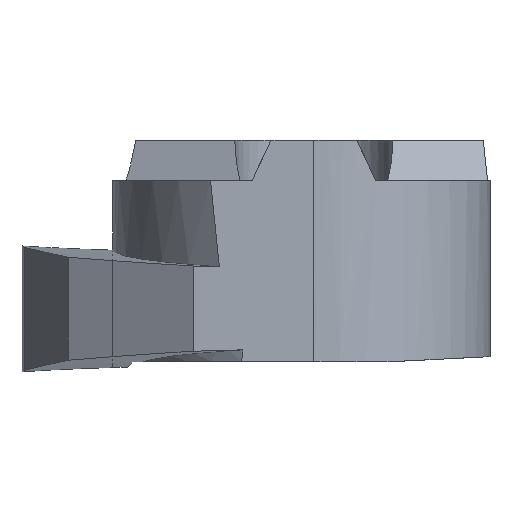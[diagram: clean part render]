
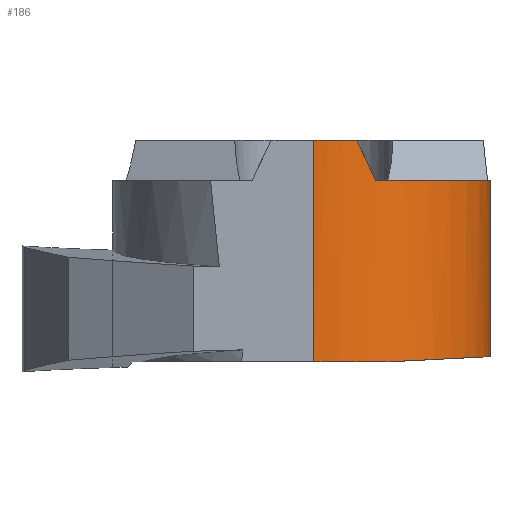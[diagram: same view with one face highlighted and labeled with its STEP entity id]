
A CAD part, front view. The second image highlights one B-rep face of the part: STEP entity #186.
In plain terms, the highlighted cylindrical face has radius 3.5 mm (diameter 7 mm), a partial arc.
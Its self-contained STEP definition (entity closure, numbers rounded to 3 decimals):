
#70=CYLINDRICAL_SURFACE('',#886,3.5);
#84=(
BOUNDED_CURVE()
B_SPLINE_CURVE(3,(#1241,#1242,#1243,#1244),.UNSPECIFIED.,.F.,.F.)
B_SPLINE_CURVE_WITH_KNOTS((4,4),(0.,1.),.UNSPECIFIED.)
CURVE()
GEOMETRIC_REPRESENTATION_ITEM()
RATIONAL_B_SPLINE_CURVE((1.,0.899,0.899,1.))
REPRESENTATION_ITEM('')
);
#85=(
BOUNDED_CURVE()
B_SPLINE_CURVE(3,(#1251,#1252,#1253,#1254),.UNSPECIFIED.,.F.,.F.)
B_SPLINE_CURVE_WITH_KNOTS((4,4),(0.,1.),.UNSPECIFIED.)
CURVE()
GEOMETRIC_REPRESENTATION_ITEM()
RATIONAL_B_SPLINE_CURVE((1.,0.999,0.999,1.))
REPRESENTATION_ITEM('')
);
#107=LINE('',#1247,#147);
#108=LINE('',#1258,#148);
#147=VECTOR('',#994,1.);
#148=VECTOR('',#999,1.);
#186=ADVANCED_FACE('',(#235),#70,.T.);
#235=FACE_OUTER_BOUND('',#280,.T.);
#280=EDGE_LOOP('',(#349,#350,#351,#352,#353,#354,#355));
#349=ORIENTED_EDGE('',*,*,#667,.F.);
#350=ORIENTED_EDGE('',*,*,#668,.T.);
#351=ORIENTED_EDGE('',*,*,#669,.F.);
#352=ORIENTED_EDGE('',*,*,#670,.T.);
#353=ORIENTED_EDGE('',*,*,#671,.T.);
#354=ORIENTED_EDGE('',*,*,#672,.F.);
#355=ORIENTED_EDGE('',*,*,#673,.F.);
#583=VERTEX_POINT('',#1245);
#584=VERTEX_POINT('',#1246);
#585=VERTEX_POINT('',#1248);
#586=VERTEX_POINT('',#1250);
#587=VERTEX_POINT('',#1255);
#588=VERTEX_POINT('',#1257);
#589=VERTEX_POINT('',#1259);
#667=EDGE_CURVE('',#583,#584,#84,.T.);
#668=EDGE_CURVE('',#583,#585,#107,.T.);
#669=EDGE_CURVE('',#586,#585,#777,.T.);
#670=EDGE_CURVE('',#586,#587,#85,.T.);
#671=EDGE_CURVE('',#587,#588,#778,.T.);
#672=EDGE_CURVE('',#589,#588,#108,.T.);
#673=EDGE_CURVE('',#584,#589,#779,.T.);
#777=CIRCLE('',#883,3.5);
#778=CIRCLE('',#884,3.5);
#779=CIRCLE('',#885,3.5);
#883=AXIS2_PLACEMENT_3D('',#1249,#995,#996);
#884=AXIS2_PLACEMENT_3D('',#1256,#997,#998);
#885=AXIS2_PLACEMENT_3D('',#1260,#1000,#1001);
#886=AXIS2_PLACEMENT_3D('',#1261,#1002,#1003);
#994=DIRECTION('',(0.,0.,1.));
#995=DIRECTION('',(0.,0.,1.));
#996=DIRECTION('',(1.,0.,0.));
#997=DIRECTION('',(0.,0.,-1.));
#998=DIRECTION('',(1.,0.,0.));
#999=DIRECTION('',(0.,0.,1.));
#1000=DIRECTION('',(0.,0.,-1.));
#1001=DIRECTION('',(1.,0.,0.));
#1002=DIRECTION('',(0.,0.,1.));
#1003=DIRECTION('',(1.,0.,0.));
#1241=CARTESIAN_POINT('',(3.5,0.,-3.5));
#1242=CARTESIAN_POINT('',(3.5,-1.376,-3.5));
#1243=CARTESIAN_POINT('',(2.771,-2.542,-3.537));
#1244=CARTESIAN_POINT('',(1.535,-3.146,-3.6));
#1245=CARTESIAN_POINT('',(3.5,0.,-3.5));
#1246=CARTESIAN_POINT('',(1.535,-3.146,-3.6));
#1247=CARTESIAN_POINT('',(3.5,0.,-4.075));
#1248=CARTESIAN_POINT('',(3.5,0.,0.));
#1249=CARTESIAN_POINT('',(0.,0.,0.));
#1250=CARTESIAN_POINT('',(1.226,-3.278,0.));
#1251=CARTESIAN_POINT('',(1.226,-3.278,0.));
#1252=CARTESIAN_POINT('',(1.104,-3.324,0.262));
#1253=CARTESIAN_POINT('',(0.98,-3.363,0.529));
#1254=CARTESIAN_POINT('',(0.853,-3.394,0.8));
#1255=CARTESIAN_POINT('',(0.853,-3.394,0.8));
#1256=CARTESIAN_POINT('',(0.,0.,0.8));
#1257=CARTESIAN_POINT('',(0.,-3.5,0.8));
#1258=CARTESIAN_POINT('',(0.,-3.5,-4.075));
#1259=CARTESIAN_POINT('',(0.,-3.5,-3.6));
#1260=CARTESIAN_POINT('',(0.,0.,-3.6));
#1261=CARTESIAN_POINT('',(0.,0.,-4.075));
